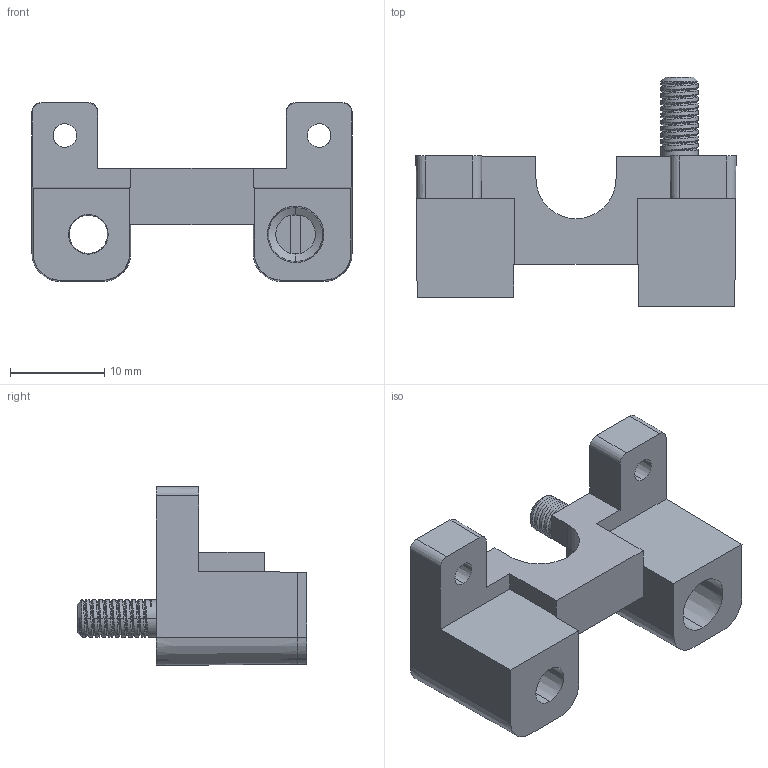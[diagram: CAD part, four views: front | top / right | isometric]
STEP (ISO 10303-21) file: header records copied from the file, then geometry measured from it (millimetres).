
FILE_DESCRIPTION((''),'2;1');
FILE_NAME('PRT0458','2019-07-20T',('zl.chen'),(''),'PRO/ENGINEER BY PARAMETRIC TECHNOLOGY CORPORATION, 2013430','PRO/ENGINEER BY PARAMETRIC TECHNOLOGY CORPORATION, 2013430','');
FILE_SCHEMA(('CONFIG_CONTROL_DESIGN','SHAPE_APPEARANCE_LAYERS_GROUPS'));
Length unit declared in the file: millimetre
Products named in the file (1): PRT0458
Bounding box: 34 x 24.4 x 19 mm (x, y, z)
Volume: 3513.9 mm3; surface area: 3034.8 mm2
Topology: 1 solids, 1 shells, 219 faces, 601 edges, 397 vertices
Faces by surface type: plane 82, extrusion 71, cone 30, cylinder 22, bspline 14
Entity records: 17585 total; most frequent: CARTESIAN_POINT 12356, ORIENTED_EDGE 1202, DIRECTION 791, EDGE_CURVE 601, VECTOR 397, VERTEX_POINT 397, LINE 326, B_SPLINE_CURVE_WITH_KNOTS 283
